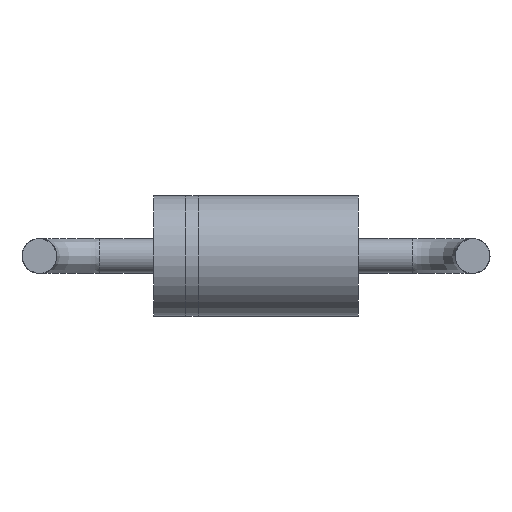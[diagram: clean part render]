
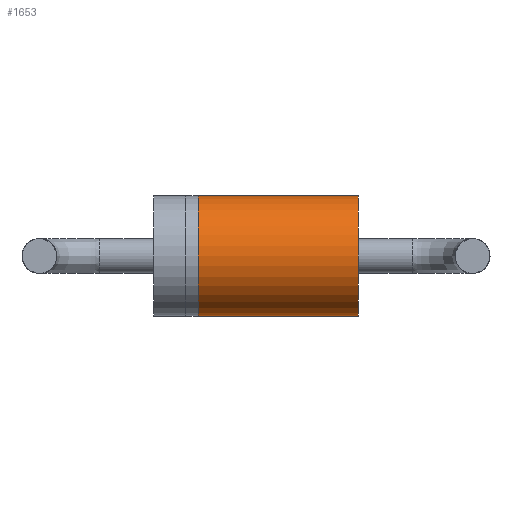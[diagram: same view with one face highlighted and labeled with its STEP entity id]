
A CAD part, front view. The second image highlights one B-rep face of the part: STEP entity #1653.
In plain terms, the highlighted cylindrical face has radius 1.36 mm (diameter 2.72 mm), a partial arc.
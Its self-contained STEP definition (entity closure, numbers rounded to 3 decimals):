
#51 = DIRECTION ( 'NONE',  ( 0., 0., 1. ) ) ;
#87 = FACE_OUTER_BOUND ( 'NONE', #1139, .T. ) ;
#181 = DIRECTION ( 'NONE',  ( 0., 0., 1. ) ) ;
#211 = ORIENTED_EDGE ( 'NONE', *, *, #1413, .T. ) ;
#317 = DIRECTION ( 'NONE',  ( 0., 0., 1. ) ) ;
#447 = CARTESIAN_POINT ( 'NONE',  ( -2.315, 1.36, -1.36 ) ) ;
#556 = AXIS2_PLACEMENT_3D ( 'NONE', #1159, #1049, #181 ) ;
#580 = VERTEX_POINT ( 'NONE', #926 ) ;
#608 = DIRECTION ( 'NONE',  ( -1., 0., 0. ) ) ;
#623 = VERTEX_POINT ( 'NONE', #719 ) ;
#717 = CIRCLE ( 'NONE', #1216, 1.36 ) ;
#719 = CARTESIAN_POINT ( 'NONE',  ( 2.315, 1.36, -1.36 ) ) ;
#743 = CYLINDRICAL_SURFACE ( 'NONE', #1513, 1.36 ) ;
#799 = DIRECTION ( 'NONE',  ( -1., 0., 0. ) ) ;
#870 = ORIENTED_EDGE ( 'NONE', *, *, #1134, .T. ) ;
#889 = VERTEX_POINT ( 'NONE', #1282 ) ;
#916 = CARTESIAN_POINT ( 'NONE',  ( -2.315, 1.36, 0. ) ) ;
#926 = CARTESIAN_POINT ( 'NONE',  ( 2.315, 1.36, 1.36 ) ) ;
#1049 = DIRECTION ( 'NONE',  ( -1., 0., 0. ) ) ;
#1134 = EDGE_CURVE ( 'NONE', #580, #1770, #1783, .T. ) ;
#1139 = EDGE_LOOP ( 'NONE', ( #1815, #211, #870, #1168 ) ) ;
#1159 = CARTESIAN_POINT ( 'NONE',  ( 2.315, 1.36, 0. ) ) ;
#1161 = VECTOR ( 'NONE', #799, 1000. ) ;
#1168 = ORIENTED_EDGE ( 'NONE', *, *, #1557, .F. ) ;
#1186 = DIRECTION ( 'NONE',  ( -1., 0., 0. ) ) ;
#1216 = AXIS2_PLACEMENT_3D ( 'NONE', #1806, #608, #317 ) ;
#1282 = CARTESIAN_POINT ( 'NONE',  ( -1.302, 1.36, -1.36 ) ) ;
#1316 = LINE ( 'NONE', #447, #1351 ) ;
#1351 = VECTOR ( 'NONE', #1772, 1000. ) ;
#1413 = EDGE_CURVE ( 'NONE', #623, #580, #1810, .T. ) ;
#1513 = AXIS2_PLACEMENT_3D ( 'NONE', #916, #1186, #51 ) ;
#1557 = EDGE_CURVE ( 'NONE', #889, #1770, #717, .T. ) ;
#1560 = EDGE_CURVE ( 'NONE', #623, #889, #1316, .T. ) ;
#1653 = ADVANCED_FACE ( 'NONE', ( #87 ), #743, .T. ) ;
#1697 = CARTESIAN_POINT ( 'NONE',  ( -1.302, 1.36, 1.36 ) ) ;
#1748 = CARTESIAN_POINT ( 'NONE',  ( -2.315, 1.36, 1.36 ) ) ;
#1770 = VERTEX_POINT ( 'NONE', #1697 ) ;
#1772 = DIRECTION ( 'NONE',  ( -1., 0., 0. ) ) ;
#1783 = LINE ( 'NONE', #1748, #1161 ) ;
#1806 = CARTESIAN_POINT ( 'NONE',  ( -1.302, 1.36, 0. ) ) ;
#1810 = CIRCLE ( 'NONE', #556, 1.36 ) ;
#1815 = ORIENTED_EDGE ( 'NONE', *, *, #1560, .F. ) ;
